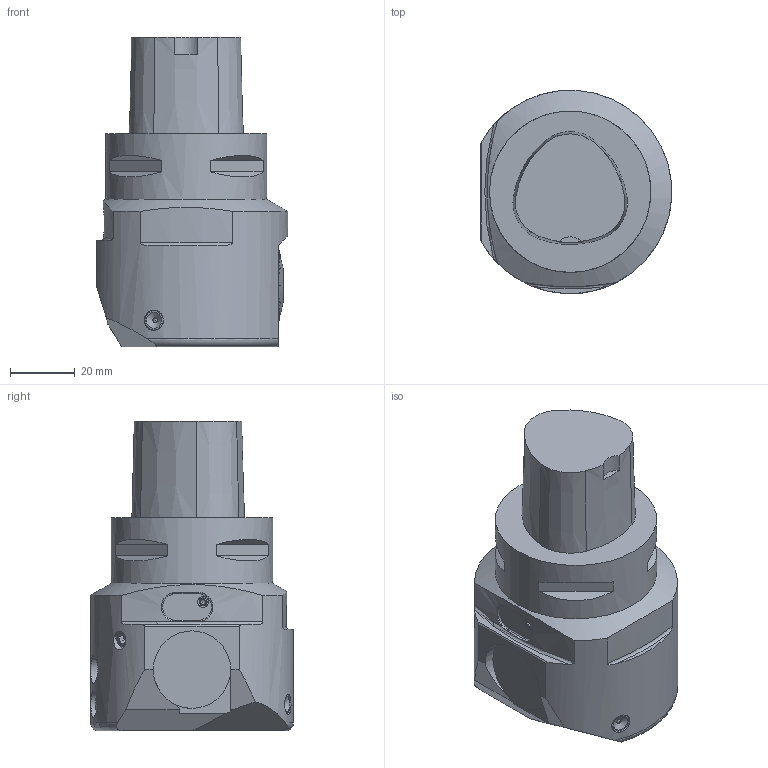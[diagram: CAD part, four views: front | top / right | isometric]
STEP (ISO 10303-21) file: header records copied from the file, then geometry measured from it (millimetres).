
FILE_DESCRIPTION(/* description */ (''),/* implementation_level */ '2;1');
FILE_NAME(/* name */ '1694594682162.stp',/* time_stamp */ '2023-09-13T10:44:47+02:00',/* author */ (''),/* organization */ ('SMS'),/* preprocessor_version */ 'ST-DEVELOPER v16.7',/* originating_system */ 'SIEMENS PLM Software NX 12.0',/* authorisation */ '');
FILE_SCHEMA (('AUTOMOTIVE_DESIGN { 1 0 10303 214 3 1 1 1 }'));
Length unit declared in the file: millimetre
Products named in the file (1): 111166157mod000_02
Bounding box: 59.36 x 62.88 x 96 mm (x, y, z)
Volume: 194915.5 mm3; surface area: 28821.9 mm2
Topology: 2 solids, 2 shells, 344 faces, 941 edges, 625 vertices
Faces by surface type: plane 281, cylinder 31, cone 23, torus 6, sphere 3
Full cylindrical faces by diameter (mm): 1.5 x1, 2.5 x1, 2.88 x1, 3.4 x1, 4.05 x1, 4.2 x1, 4.67 x1, 4.7 x1, 5.4 x1, 6 x1, 6.25 x1, 8 x1, 8.018 x1, 8.5 x1, 24 x2, 50 x1
Entity records: 11000 total; most frequent: CARTESIAN_POINT 2674, ORIENTED_EDGE 1784, DIRECTION 1559, EDGE_CURVE 892, VERTEX_POINT 604, LINE 537, VECTOR 537, AXIS2_PLACEMENT_3D 511
